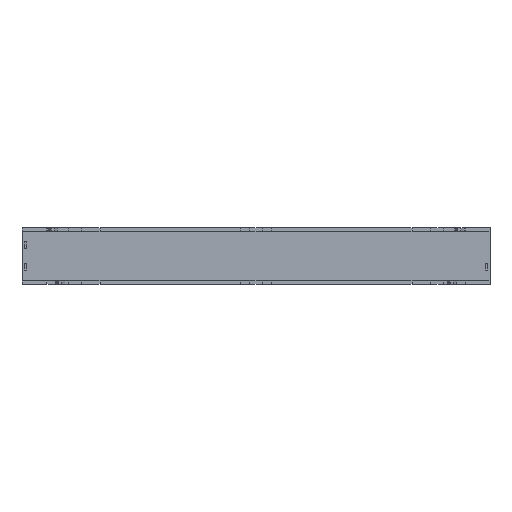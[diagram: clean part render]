
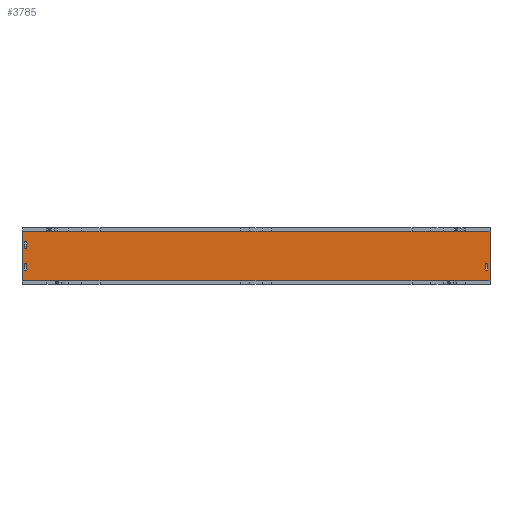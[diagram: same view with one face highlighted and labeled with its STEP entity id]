
A CAD part, front view. The second image highlights one B-rep face of the part: STEP entity #3785.
In plain terms, the highlighted planar face has unit normal (0, -1, 0).
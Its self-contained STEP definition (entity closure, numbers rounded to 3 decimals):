
#1851 = EDGE_CURVE('',#1852,#1854,#1856,.T.);
#1852 = VERTEX_POINT('',#1853);
#1853 = CARTESIAN_POINT('',(37.5,1.,4.));
#1854 = VERTEX_POINT('',#1855);
#1855 = CARTESIAN_POINT('',(37.5,1.,-4.));
#1856 = LINE('',#1857,#1858);
#1857 = CARTESIAN_POINT('',(37.5,1.,4.));
#1858 = VECTOR('',#1859,1.);
#1859 = DIRECTION('',(0.,0.,-1.));
#2188 = VERTEX_POINT('',#2189);
#2189 = CARTESIAN_POINT('',(25.,1.,4.));
#2292 = VERTEX_POINT('',#2293);
#2293 = CARTESIAN_POINT('',(1.,1.,4.));
#2348 = VERTEX_POINT('',#2349);
#2349 = CARTESIAN_POINT('',(-1.,1.,4.));
#2452 = VERTEX_POINT('',#2453);
#2453 = CARTESIAN_POINT('',(-25.,1.,4.));
#2747 = VERTEX_POINT('',#2748);
#2748 = CARTESIAN_POINT('',(-33.5,1.,4.));
#2806 = VERTEX_POINT('',#2807);
#2807 = CARTESIAN_POINT('',(33.5,1.,4.));
#2859 = EDGE_CURVE('',#2860,#2862,#2864,.T.);
#2860 = VERTEX_POINT('',#2861);
#2861 = CARTESIAN_POINT('',(-37.5,1.,-4.));
#2862 = VERTEX_POINT('',#2863);
#2863 = CARTESIAN_POINT('',(-37.5,1.,4.));
#2864 = LINE('',#2865,#2866);
#2865 = CARTESIAN_POINT('',(-37.5,1.,-4.));
#2866 = VECTOR('',#2867,1.);
#2867 = DIRECTION('',(0.,0.,1.));
#3067 = VERTEX_POINT('',#3068);
#3068 = CARTESIAN_POINT('',(33.5,1.,-4.));
#3101 = VERTEX_POINT('',#3102);
#3102 = CARTESIAN_POINT('',(-33.5,1.,-4.));
#3389 = VERTEX_POINT('',#3390);
#3390 = CARTESIAN_POINT('',(-25.,1.,-4.));
#3493 = VERTEX_POINT('',#3494);
#3494 = CARTESIAN_POINT('',(-1.,1.,-4.));
#3549 = VERTEX_POINT('',#3550);
#3550 = CARTESIAN_POINT('',(1.,1.,-4.));
#3653 = VERTEX_POINT('',#3654);
#3654 = CARTESIAN_POINT('',(25.,1.,-4.));
#3774 = EDGE_CURVE('',#1852,#2806,#3775,.T.);
#3775 = LINE('',#3776,#3777);
#3776 = CARTESIAN_POINT('',(37.5,1.,4.));
#3777 = VECTOR('',#3778,1.);
#3778 = DIRECTION('',(-1.,0.,0.));
#3785 = ADVANCED_FACE('',(#3786,#3869,#3903,#3937),#3971,.F.);
#3786 = FACE_BOUND('',#3787,.F.);
#3787 = EDGE_LOOP('',(#3788,#3794,#3795,#3801,#3807,#3813,#3819,#3825,
    #3831,#3832,#3833,#3839,#3845,#3851,#3857,#3863));
#3788 = ORIENTED_EDGE('',*,*,#3789,.F.);
#3789 = EDGE_CURVE('',#2860,#3101,#3790,.T.);
#3790 = LINE('',#3791,#3792);
#3791 = CARTESIAN_POINT('',(-37.5,1.,-4.));
#3792 = VECTOR('',#3793,1.);
#3793 = DIRECTION('',(1.,0.,0.));
#3794 = ORIENTED_EDGE('',*,*,#2859,.T.);
#3795 = ORIENTED_EDGE('',*,*,#3796,.F.);
#3796 = EDGE_CURVE('',#2747,#2862,#3797,.T.);
#3797 = LINE('',#3798,#3799);
#3798 = CARTESIAN_POINT('',(37.5,1.,4.));
#3799 = VECTOR('',#3800,1.);
#3800 = DIRECTION('',(-1.,0.,0.));
#3801 = ORIENTED_EDGE('',*,*,#3802,.F.);
#3802 = EDGE_CURVE('',#2452,#2747,#3803,.T.);
#3803 = LINE('',#3804,#3805);
#3804 = CARTESIAN_POINT('',(37.5,1.,4.));
#3805 = VECTOR('',#3806,1.);
#3806 = DIRECTION('',(-1.,0.,0.));
#3807 = ORIENTED_EDGE('',*,*,#3808,.F.);
#3808 = EDGE_CURVE('',#2348,#2452,#3809,.T.);
#3809 = LINE('',#3810,#3811);
#3810 = CARTESIAN_POINT('',(37.5,1.,4.));
#3811 = VECTOR('',#3812,1.);
#3812 = DIRECTION('',(-1.,0.,0.));
#3813 = ORIENTED_EDGE('',*,*,#3814,.F.);
#3814 = EDGE_CURVE('',#2292,#2348,#3815,.T.);
#3815 = LINE('',#3816,#3817);
#3816 = CARTESIAN_POINT('',(37.5,1.,4.));
#3817 = VECTOR('',#3818,1.);
#3818 = DIRECTION('',(-1.,0.,0.));
#3819 = ORIENTED_EDGE('',*,*,#3820,.F.);
#3820 = EDGE_CURVE('',#2188,#2292,#3821,.T.);
#3821 = LINE('',#3822,#3823);
#3822 = CARTESIAN_POINT('',(37.5,1.,4.));
#3823 = VECTOR('',#3824,1.);
#3824 = DIRECTION('',(-1.,0.,0.));
#3825 = ORIENTED_EDGE('',*,*,#3826,.F.);
#3826 = EDGE_CURVE('',#2806,#2188,#3827,.T.);
#3827 = LINE('',#3828,#3829);
#3828 = CARTESIAN_POINT('',(37.5,1.,4.));
#3829 = VECTOR('',#3830,1.);
#3830 = DIRECTION('',(-1.,0.,0.));
#3831 = ORIENTED_EDGE('',*,*,#3774,.F.);
#3832 = ORIENTED_EDGE('',*,*,#1851,.T.);
#3833 = ORIENTED_EDGE('',*,*,#3834,.F.);
#3834 = EDGE_CURVE('',#3067,#1854,#3835,.T.);
#3835 = LINE('',#3836,#3837);
#3836 = CARTESIAN_POINT('',(-37.5,1.,-4.));
#3837 = VECTOR('',#3838,1.);
#3838 = DIRECTION('',(1.,0.,0.));
#3839 = ORIENTED_EDGE('',*,*,#3840,.F.);
#3840 = EDGE_CURVE('',#3653,#3067,#3841,.T.);
#3841 = LINE('',#3842,#3843);
#3842 = CARTESIAN_POINT('',(-37.5,1.,-4.));
#3843 = VECTOR('',#3844,1.);
#3844 = DIRECTION('',(1.,0.,0.));
#3845 = ORIENTED_EDGE('',*,*,#3846,.F.);
#3846 = EDGE_CURVE('',#3549,#3653,#3847,.T.);
#3847 = LINE('',#3848,#3849);
#3848 = CARTESIAN_POINT('',(-37.5,1.,-4.));
#3849 = VECTOR('',#3850,1.);
#3850 = DIRECTION('',(1.,0.,0.));
#3851 = ORIENTED_EDGE('',*,*,#3852,.F.);
#3852 = EDGE_CURVE('',#3493,#3549,#3853,.T.);
#3853 = LINE('',#3854,#3855);
#3854 = CARTESIAN_POINT('',(-37.5,1.,-4.));
#3855 = VECTOR('',#3856,1.);
#3856 = DIRECTION('',(1.,0.,0.));
#3857 = ORIENTED_EDGE('',*,*,#3858,.F.);
#3858 = EDGE_CURVE('',#3389,#3493,#3859,.T.);
#3859 = LINE('',#3860,#3861);
#3860 = CARTESIAN_POINT('',(-37.5,1.,-4.));
#3861 = VECTOR('',#3862,1.);
#3862 = DIRECTION('',(1.,0.,0.));
#3863 = ORIENTED_EDGE('',*,*,#3864,.F.);
#3864 = EDGE_CURVE('',#3101,#3389,#3865,.T.);
#3865 = LINE('',#3866,#3867);
#3866 = CARTESIAN_POINT('',(-37.5,1.,-4.));
#3867 = VECTOR('',#3868,1.);
#3868 = DIRECTION('',(1.,0.,0.));
#3869 = FACE_BOUND('',#3870,.F.);
#3870 = EDGE_LOOP('',(#3871,#3881,#3889,#3897));
#3871 = ORIENTED_EDGE('',*,*,#3872,.F.);
#3872 = EDGE_CURVE('',#3873,#3875,#3877,.T.);
#3873 = VERTEX_POINT('',#3874);
#3874 = CARTESIAN_POINT('',(-37.1,1.,-2.35));
#3875 = VERTEX_POINT('',#3876);
#3876 = CARTESIAN_POINT('',(-37.1,1.,-1.15));
#3877 = LINE('',#3878,#3879);
#3878 = CARTESIAN_POINT('',(-37.1,1.,-2.35));
#3879 = VECTOR('',#3880,1.);
#3880 = DIRECTION('',(0.,0.,1.));
#3881 = ORIENTED_EDGE('',*,*,#3882,.F.);
#3882 = EDGE_CURVE('',#3883,#3873,#3885,.T.);
#3883 = VERTEX_POINT('',#3884);
#3884 = CARTESIAN_POINT('',(-36.7,1.,-2.35));
#3885 = LINE('',#3886,#3887);
#3886 = CARTESIAN_POINT('',(-36.7,1.,-2.35));
#3887 = VECTOR('',#3888,1.);
#3888 = DIRECTION('',(-1.,0.,0.));
#3889 = ORIENTED_EDGE('',*,*,#3890,.T.);
#3890 = EDGE_CURVE('',#3883,#3891,#3893,.T.);
#3891 = VERTEX_POINT('',#3892);
#3892 = CARTESIAN_POINT('',(-36.7,1.,-1.15));
#3893 = LINE('',#3894,#3895);
#3894 = CARTESIAN_POINT('',(-36.7,1.,-2.35));
#3895 = VECTOR('',#3896,1.);
#3896 = DIRECTION('',(0.,0.,1.));
#3897 = ORIENTED_EDGE('',*,*,#3898,.T.);
#3898 = EDGE_CURVE('',#3891,#3875,#3899,.T.);
#3899 = LINE('',#3900,#3901);
#3900 = CARTESIAN_POINT('',(-36.7,1.,-1.15));
#3901 = VECTOR('',#3902,1.);
#3902 = DIRECTION('',(-1.,0.,0.));
#3903 = FACE_BOUND('',#3904,.F.);
#3904 = EDGE_LOOP('',(#3905,#3915,#3923,#3931));
#3905 = ORIENTED_EDGE('',*,*,#3906,.F.);
#3906 = EDGE_CURVE('',#3907,#3909,#3911,.T.);
#3907 = VERTEX_POINT('',#3908);
#3908 = CARTESIAN_POINT('',(-37.1,1.,1.15));
#3909 = VERTEX_POINT('',#3910);
#3910 = CARTESIAN_POINT('',(-37.1,1.,2.35));
#3911 = LINE('',#3912,#3913);
#3912 = CARTESIAN_POINT('',(-37.1,1.,1.15));
#3913 = VECTOR('',#3914,1.);
#3914 = DIRECTION('',(0.,0.,1.));
#3915 = ORIENTED_EDGE('',*,*,#3916,.F.);
#3916 = EDGE_CURVE('',#3917,#3907,#3919,.T.);
#3917 = VERTEX_POINT('',#3918);
#3918 = CARTESIAN_POINT('',(-36.7,1.,1.15));
#3919 = LINE('',#3920,#3921);
#3920 = CARTESIAN_POINT('',(-36.7,1.,1.15));
#3921 = VECTOR('',#3922,1.);
#3922 = DIRECTION('',(-1.,0.,0.));
#3923 = ORIENTED_EDGE('',*,*,#3924,.T.);
#3924 = EDGE_CURVE('',#3917,#3925,#3927,.T.);
#3925 = VERTEX_POINT('',#3926);
#3926 = CARTESIAN_POINT('',(-36.7,1.,2.35));
#3927 = LINE('',#3928,#3929);
#3928 = CARTESIAN_POINT('',(-36.7,1.,1.15));
#3929 = VECTOR('',#3930,1.);
#3930 = DIRECTION('',(0.,0.,1.));
#3931 = ORIENTED_EDGE('',*,*,#3932,.T.);
#3932 = EDGE_CURVE('',#3925,#3909,#3933,.T.);
#3933 = LINE('',#3934,#3935);
#3934 = CARTESIAN_POINT('',(-36.7,1.,2.35));
#3935 = VECTOR('',#3936,1.);
#3936 = DIRECTION('',(-1.,0.,0.));
#3937 = FACE_BOUND('',#3938,.F.);
#3938 = EDGE_LOOP('',(#3939,#3949,#3957,#3965));
#3939 = ORIENTED_EDGE('',*,*,#3940,.F.);
#3940 = EDGE_CURVE('',#3941,#3943,#3945,.T.);
#3941 = VERTEX_POINT('',#3942);
#3942 = CARTESIAN_POINT('',(37.1,1.,-1.15));
#3943 = VERTEX_POINT('',#3944);
#3944 = CARTESIAN_POINT('',(37.1,1.,-2.35));
#3945 = LINE('',#3946,#3947);
#3946 = CARTESIAN_POINT('',(37.1,1.,-1.15));
#3947 = VECTOR('',#3948,1.);
#3948 = DIRECTION('',(0.,0.,-1.));
#3949 = ORIENTED_EDGE('',*,*,#3950,.F.);
#3950 = EDGE_CURVE('',#3951,#3941,#3953,.T.);
#3951 = VERTEX_POINT('',#3952);
#3952 = CARTESIAN_POINT('',(36.7,1.,-1.15));
#3953 = LINE('',#3954,#3955);
#3954 = CARTESIAN_POINT('',(36.7,1.,-1.15));
#3955 = VECTOR('',#3956,1.);
#3956 = DIRECTION('',(1.,0.,0.));
#3957 = ORIENTED_EDGE('',*,*,#3958,.T.);
#3958 = EDGE_CURVE('',#3951,#3959,#3961,.T.);
#3959 = VERTEX_POINT('',#3960);
#3960 = CARTESIAN_POINT('',(36.7,1.,-2.35));
#3961 = LINE('',#3962,#3963);
#3962 = CARTESIAN_POINT('',(36.7,1.,-1.15));
#3963 = VECTOR('',#3964,1.);
#3964 = DIRECTION('',(0.,0.,-1.));
#3965 = ORIENTED_EDGE('',*,*,#3966,.T.);
#3966 = EDGE_CURVE('',#3959,#3943,#3967,.T.);
#3967 = LINE('',#3968,#3969);
#3968 = CARTESIAN_POINT('',(36.7,1.,-2.35));
#3969 = VECTOR('',#3970,1.);
#3970 = DIRECTION('',(1.,0.,0.));
#3971 = PLANE('',#3972);
#3972 = AXIS2_PLACEMENT_3D('',#3973,#3974,#3975);
#3973 = CARTESIAN_POINT('',(0.,1.,0.));
#3974 = DIRECTION('',(0.,1.,0.));
#3975 = DIRECTION('',(1.,0.,0.));
